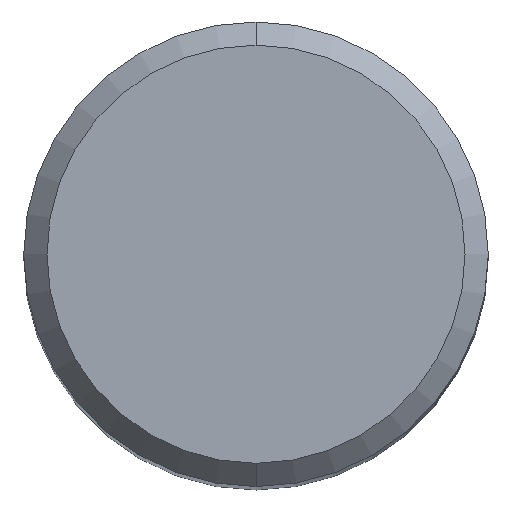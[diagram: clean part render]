
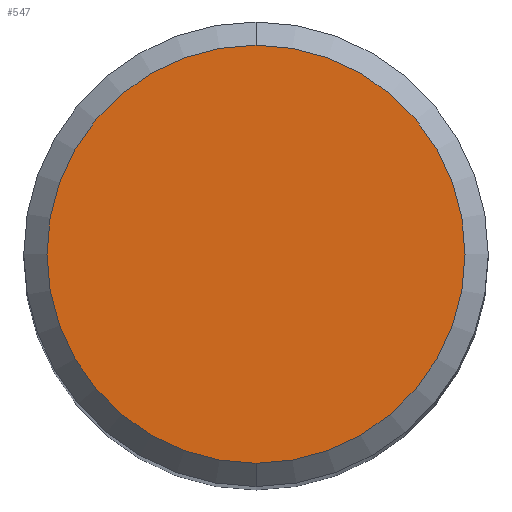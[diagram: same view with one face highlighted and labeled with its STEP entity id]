
A CAD part, top view. The second image highlights one B-rep face of the part: STEP entity #547.
In plain terms, the highlighted planar face has unit normal (0, 0, 1).
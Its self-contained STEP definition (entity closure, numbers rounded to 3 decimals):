
#395=VERTEX_POINT('',#986);
#465=EDGE_CURVE('',#679,#395,#1062,.T.);
#547=ADVANCED_FACE('',(#1154),#1155,.T.);
#679=VERTEX_POINT('',#1301);
#755=EDGE_CURVE('',#395,#679,#1383,.T.);
#986=CARTESIAN_POINT('',(0.,-5.4,0.0));
#1062=CIRCLE('',#2607,5.4);
#1154=FACE_OUTER_BOUND('',#3275,.T.);
#1155=PLANE('',#3276);
#1301=CARTESIAN_POINT('',(0.0,5.4,0.0));
#1383=CIRCLE('',#3985,5.4);
#2607=AXIS2_PLACEMENT_3D('',#5497,#5498,#5499);
#3275=EDGE_LOOP('',(#5628,#5629));
#3276=AXIS2_PLACEMENT_3D('',#5630,#5631,#5632);
#3985=AXIS2_PLACEMENT_3D('',#5868,#5869,#5870);
#5497=CARTESIAN_POINT('',(0.0,0.0,0.0));
#5498=DIRECTION('',(0.0,0.0,-1.0));
#5499=DIRECTION('',(0.0,1.0,0.0));
#5628=ORIENTED_EDGE('',*,*,#465,.F.);
#5629=ORIENTED_EDGE('',*,*,#755,.F.);
#5630=CARTESIAN_POINT('',(0.0,2.7,0.0));
#5631=DIRECTION('',(-0.0,0.0,1.0));
#5632=DIRECTION('',(0.0,-1.0,0.0));
#5868=CARTESIAN_POINT('',(0.0,0.0,0.0));
#5869=DIRECTION('',(0.0,0.0,-1.0));
#5870=DIRECTION('',(0.0,1.0,0.0));
